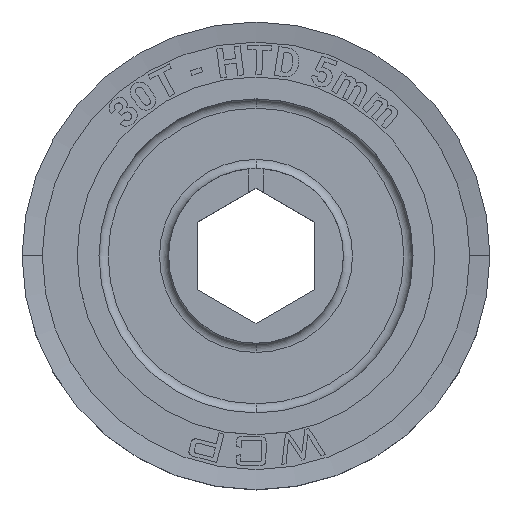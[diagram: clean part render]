
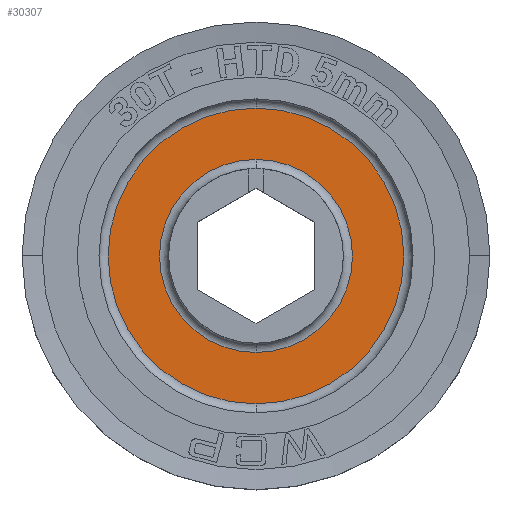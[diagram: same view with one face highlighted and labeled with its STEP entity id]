
A CAD part, top view. The second image highlights one B-rep face of the part: STEP entity #30307.
In plain terms, the highlighted planar face has unit normal (0, 0, 1).
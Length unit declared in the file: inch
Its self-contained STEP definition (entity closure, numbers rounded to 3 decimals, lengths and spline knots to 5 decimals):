
#106 = CARTESIAN_POINT ( 'NONE',  ( 0., -0.41437, 0.0625 ) ) ;
#1488 = VERTEX_POINT ( 'NONE', #11742 ) ;
#1766 = CARTESIAN_POINT ( 'NONE',  ( 0., 0.41437, 0.0625 ) ) ;
#3821 = EDGE_CURVE ( 'NONE', #30289, #1488, #20172, .T. ) ;
#4308 = DIRECTION ( 'NONE',  ( 0., 0., -1. ) ) ;
#5348 = EDGE_CURVE ( 'NONE', #36799, #10776, #23076, .T. ) ;
#6667 = AXIS2_PLACEMENT_3D ( 'NONE', #10789, #26590, #10579 ) ;
#7163 = DIRECTION ( 'NONE',  ( 0., 0., -1. ) ) ;
#10272 = EDGE_LOOP ( 'NONE', ( #20816, #39401 ) ) ;
#10321 = EDGE_CURVE ( 'NONE', #1488, #30289, #17446, .T. ) ;
#10579 = DIRECTION ( 'NONE',  ( 0., 1., 0. ) ) ;
#10776 = VERTEX_POINT ( 'NONE', #1766 ) ;
#10789 = CARTESIAN_POINT ( 'NONE',  ( 0., 0., 0.0625 ) ) ;
#10946 = EDGE_CURVE ( 'NONE', #10776, #36799, #17505, .T. ) ;
#11742 = CARTESIAN_POINT ( 'NONE',  ( 0., -0.6346, 0.0625 ) ) ;
#12130 = AXIS2_PLACEMENT_3D ( 'NONE', #12349, #21202, #36970 ) ;
#12157 = FACE_OUTER_BOUND ( 'NONE', #10272, .T. ) ;
#12349 = CARTESIAN_POINT ( 'NONE',  ( 0., 0., 0.0625 ) ) ;
#12355 = FACE_BOUND ( 'NONE', #30480, .T. ) ;
#14019 = DIRECTION ( 'NONE',  ( 0., 1., 0. ) ) ;
#15494 = AXIS2_PLACEMENT_3D ( 'NONE', #29998, #4308, #14019 ) ;
#17446 = CIRCLE ( 'NONE', #6667, 0.6346 ) ;
#17505 = CIRCLE ( 'NONE', #15494, 0.41437 ) ;
#19226 = ORIENTED_EDGE ( 'NONE', *, *, #5348, .T. ) ;
#20172 = CIRCLE ( 'NONE', #12130, 0.6346 ) ;
#20816 = ORIENTED_EDGE ( 'NONE', *, *, #3821, .T. ) ;
#21202 = DIRECTION ( 'NONE',  ( 0., 0., 1. ) ) ;
#21864 = DIRECTION ( 'NONE',  ( 0., 0., -1. ) ) ;
#23076 = CIRCLE ( 'NONE', #28425, 0.41437 ) ;
#25012 = PLANE ( 'NONE',  #33789 ) ;
#26116 = CARTESIAN_POINT ( 'NONE',  ( 0., 0., 0.0625 ) ) ;
#26529 = DIRECTION ( 'NONE',  ( 0., 1., 0. ) ) ;
#26590 = DIRECTION ( 'NONE',  ( 0., 0., 1. ) ) ;
#28141 = CARTESIAN_POINT ( 'NONE',  ( 0., 0.6346, 0.0625 ) ) ;
#28425 = AXIS2_PLACEMENT_3D ( 'NONE', #26116, #7163, #26529 ) ;
#29998 = CARTESIAN_POINT ( 'NONE',  ( 0., 0., 0.0625 ) ) ;
#30289 = VERTEX_POINT ( 'NONE', #28141 ) ;
#30307 = ADVANCED_FACE ( 'NONE', ( #12355, #12157 ), #25012, .F. ) ;
#30480 = EDGE_LOOP ( 'NONE', ( #34878, #19226 ) ) ;
#33789 = AXIS2_PLACEMENT_3D ( 'NONE', #37811, #21864, #34653 ) ;
#34653 = DIRECTION ( 'NONE',  ( 0., 1., 0. ) ) ;
#34878 = ORIENTED_EDGE ( 'NONE', *, *, #10946, .T. ) ;
#36799 = VERTEX_POINT ( 'NONE', #106 ) ;
#36970 = DIRECTION ( 'NONE',  ( 0., 1., 0. ) ) ;
#37811 = CARTESIAN_POINT ( 'NONE',  ( 0., 0.375, 0.0625 ) ) ;
#39401 = ORIENTED_EDGE ( 'NONE', *, *, #10321, .T. ) ;
